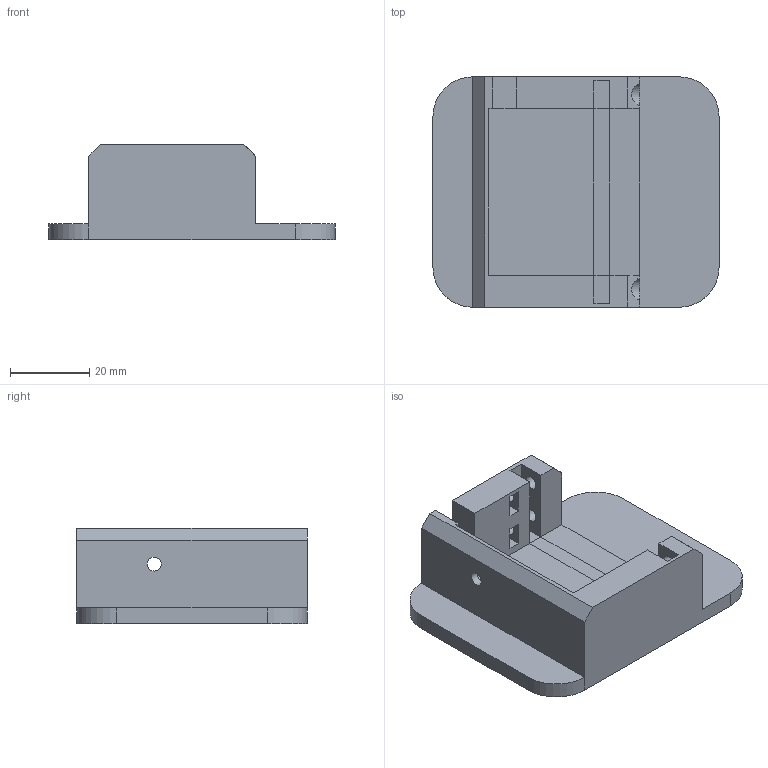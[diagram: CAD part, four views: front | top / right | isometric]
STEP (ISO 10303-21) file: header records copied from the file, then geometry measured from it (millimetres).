
FILE_DESCRIPTION(('FreeCAD Model'),'2;1');
FILE_NAME('footR.step', '2015-03-30T14:09:30',('FreeCAD'),('FreeCAD'), 'Open CASCADE STEP processor 6.7','FreeCAD','Unknown');
FILE_SCHEMA(('AUTOMOTIVE_DESIGN_CC2 { 1 2 10303 214 -1 1 5 4 }'));
Length unit declared in the file: millimetre
Products named in the file (1): pies001
Bounding box: 72 x 58 x 24 mm (x, y, z)
Volume: 31218.7 mm3; surface area: 16160.8 mm2
Topology: 1 solids, 1 shells, 84 faces, 203 edges, 132 vertices
Faces by surface type: plane 62, cylinder 22
Full cylindrical faces by diameter (mm): 3.5 x13, 5.5 x1, 6 x4
Entity records: 5053 total; most frequent: CARTESIAN_POINT 968, DIRECTION 719, LINE 409, VECTOR 409, ORIENTED_EDGE 406, PCURVE 406, DEFINITIONAL_REPRESENTATION 406, EDGE_CURVE 203
